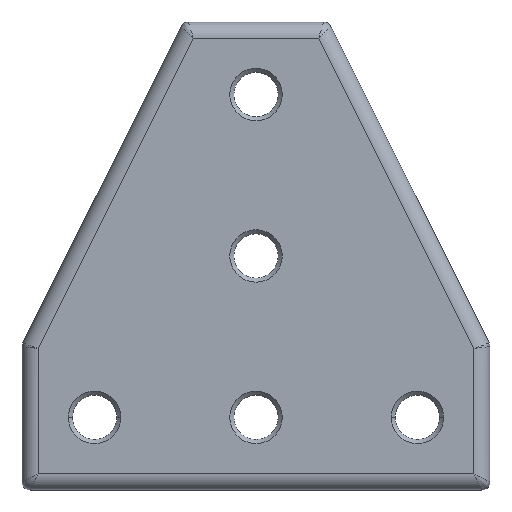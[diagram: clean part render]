
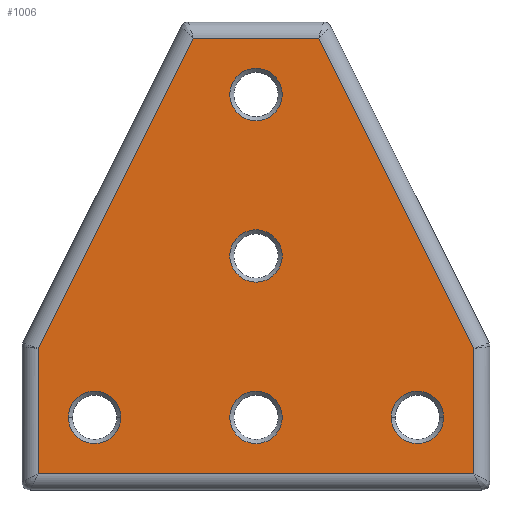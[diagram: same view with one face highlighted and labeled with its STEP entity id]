
A CAD part, top view. The second image highlights one B-rep face of the part: STEP entity #1006.
In plain terms, the highlighted planar face has unit normal (0, 0, 1).
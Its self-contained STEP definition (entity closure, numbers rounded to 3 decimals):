
#1 = VERTEX_POINT ( 'NONE', #179 ) ;
#6 = EDGE_CURVE ( 'NONE', #1466, #856, #440, .T. ) ;
#48 = EDGE_CURVE ( 'NONE', #1742, #283, #1436, .T. ) ;
#50 = CARTESIAN_POINT ( 'NONE',  ( 0., -20., 4. ) ) ;
#58 = CIRCLE ( 'NONE', #1009, 3.25 ) ;
#60 = ORIENTED_EDGE ( 'NONE', *, *, #110, .T. ) ;
#98 = CARTESIAN_POINT ( 'NONE',  ( -20., -20., 4. ) ) ;
#110 = EDGE_CURVE ( 'NONE', #516, #1449, #1201, .T. ) ;
#111 = CARTESIAN_POINT ( 'NONE',  ( 7.764, 27., 4. ) ) ;
#134 = EDGE_CURVE ( 'NONE', #665, #1106, #58, .T. ) ;
#142 = VERTEX_POINT ( 'NONE', #226 ) ;
#144 = EDGE_CURVE ( 'NONE', #1106, #665, #1692, .T. ) ;
#175 = DIRECTION ( 'NONE',  ( 0., 0., 1. ) ) ;
#179 = CARTESIAN_POINT ( 'NONE',  ( 27., -27., 4. ) ) ;
#206 = LINE ( 'NONE', #911, #446 ) ;
#208 = AXIS2_PLACEMENT_3D ( 'NONE', #405, #801, #1348 ) ;
#212 = EDGE_LOOP ( 'NONE', ( #1378, #60, #1184, #1732, #802, #1030 ) ) ;
#226 = CARTESIAN_POINT ( 'NONE',  ( 27., -11.46, 4. ) ) ;
#238 = AXIS2_PLACEMENT_3D ( 'NONE', #966, #1127, #836 ) ;
#258 = ORIENTED_EDGE ( 'NONE', *, *, #450, .F. ) ;
#262 = FACE_BOUND ( 'NONE', #390, .T. ) ;
#269 = CIRCLE ( 'NONE', #841, 3.25 ) ;
#283 = VERTEX_POINT ( 'NONE', #1734 ) ;
#295 = CIRCLE ( 'NONE', #750, 3.25 ) ;
#325 = CARTESIAN_POINT ( 'NONE',  ( 23.25, -20., 4. ) ) ;
#331 = CARTESIAN_POINT ( 'NONE',  ( 3.25, -20., 4. ) ) ;
#342 = CARTESIAN_POINT ( 'NONE',  ( -3.25, 20., 4. ) ) ;
#347 = EDGE_CURVE ( 'NONE', #142, #579, #525, .T. ) ;
#356 = AXIS2_PLACEMENT_3D ( 'NONE', #98, #1336, #1762 ) ;
#363 = PLANE ( 'NONE',  #1525 ) ;
#372 = FACE_BOUND ( 'NONE', #803, .T. ) ;
#384 = CARTESIAN_POINT ( 'NONE',  ( -27.106, -11.671, 4. ) ) ;
#390 = EDGE_LOOP ( 'NONE', ( #617, #1240 ) ) ;
#405 = CARTESIAN_POINT ( 'NONE',  ( 20., -20., 4. ) ) ;
#409 = DIRECTION ( 'NONE',  ( 0., -1., 0. ) ) ;
#420 = CARTESIAN_POINT ( 'NONE',  ( -27., -27., 4. ) ) ;
#436 = ORIENTED_EDGE ( 'NONE', *, *, #144, .F. ) ;
#437 = DIRECTION ( 'NONE',  ( 0., 0., 1. ) ) ;
#440 = CIRCLE ( 'NONE', #746, 3.25 ) ;
#446 = VECTOR ( 'NONE', #1154, 1000. ) ;
#450 = EDGE_CURVE ( 'NONE', #967, #832, #269, .T. ) ;
#457 = VERTEX_POINT ( 'NONE', #325 ) ;
#466 = DIRECTION ( 'NONE',  ( 1., 0., 0. ) ) ;
#467 = VECTOR ( 'NONE', #644, 1000. ) ;
#471 = DIRECTION ( 'NONE',  ( 0., 0., 1. ) ) ;
#476 = ORIENTED_EDGE ( 'NONE', *, *, #593, .F. ) ;
#479 = CARTESIAN_POINT ( 'NONE',  ( 3.25, 20., 4. ) ) ;
#481 = CARTESIAN_POINT ( 'NONE',  ( 0., 0., 4. ) ) ;
#489 = DIRECTION ( 'NONE',  ( 0., -1., 0. ) ) ;
#507 = LINE ( 'NONE', #1593, #1099 ) ;
#516 = VERTEX_POINT ( 'NONE', #1721 ) ;
#525 = LINE ( 'NONE', #917, #866 ) ;
#532 = CIRCLE ( 'NONE', #208, 3.25 ) ;
#549 = EDGE_LOOP ( 'NONE', ( #718, #436 ) ) ;
#561 = EDGE_CURVE ( 'NONE', #1077, #1, #1084, .T. ) ;
#577 = DIRECTION ( 'NONE',  ( 0., 0., 1. ) ) ;
#578 = DIRECTION ( 'NONE',  ( 0., 0., 1. ) ) ;
#579 = VERTEX_POINT ( 'NONE', #111 ) ;
#593 = EDGE_CURVE ( 'NONE', #457, #1395, #532, .T. ) ;
#617 = ORIENTED_EDGE ( 'NONE', *, *, #728, .F. ) ;
#644 = DIRECTION ( 'NONE',  ( 1., 0., 0. ) ) ;
#649 = DIRECTION ( 'NONE',  ( -0.447, 0.894, 0. ) ) ;
#665 = VERTEX_POINT ( 'NONE', #1678 ) ;
#686 = LINE ( 'NONE', #930, #1076 ) ;
#691 = EDGE_CURVE ( 'NONE', #1395, #457, #1523, .T. ) ;
#718 = ORIENTED_EDGE ( 'NONE', *, *, #134, .F. ) ;
#720 = AXIS2_PLACEMENT_3D ( 'NONE', #50, #578, #1144 ) ;
#728 = EDGE_CURVE ( 'NONE', #856, #1466, #295, .T. ) ;
#746 = AXIS2_PLACEMENT_3D ( 'NONE', #1155, #471, #979 ) ;
#750 = AXIS2_PLACEMENT_3D ( 'NONE', #1645, #577, #1382 ) ;
#778 = CARTESIAN_POINT ( 'NONE',  ( -23.25, -20., 4. ) ) ;
#781 = DIRECTION ( 'NONE',  ( 0., -1., 0. ) ) ;
#801 = DIRECTION ( 'NONE',  ( 0., 0., 1. ) ) ;
#802 = ORIENTED_EDGE ( 'NONE', *, *, #1391, .T. ) ;
#803 = EDGE_LOOP ( 'NONE', ( #1439, #258 ) ) ;
#805 = FACE_OUTER_BOUND ( 'NONE', #212, .T. ) ;
#832 = VERTEX_POINT ( 'NONE', #860 ) ;
#836 = DIRECTION ( 'NONE',  ( 1., 0., 0. ) ) ;
#838 = AXIS2_PLACEMENT_3D ( 'NONE', #1566, #1711, #489 ) ;
#841 = AXIS2_PLACEMENT_3D ( 'NONE', #1385, #437, #1248 ) ;
#856 = VERTEX_POINT ( 'NONE', #479 ) ;
#860 = CARTESIAN_POINT ( 'NONE',  ( -16.75, -20., 4. ) ) ;
#866 = VECTOR ( 'NONE', #649, 1000. ) ;
#910 = DIRECTION ( 'NONE',  ( 1., 0., 0. ) ) ;
#911 = CARTESIAN_POINT ( 'NONE',  ( 27., -11.224, 4. ) ) ;
#917 = CARTESIAN_POINT ( 'NONE',  ( 7.488, 27.553, 4. ) ) ;
#930 = CARTESIAN_POINT ( 'NONE',  ( -27., -28., 4. ) ) ;
#941 = ORIENTED_EDGE ( 'NONE', *, *, #48, .F. ) ;
#945 = FACE_BOUND ( 'NONE', #1275, .T. ) ;
#966 = CARTESIAN_POINT ( 'NONE',  ( 20., -20., 4. ) ) ;
#967 = VERTEX_POINT ( 'NONE', #778 ) ;
#979 = DIRECTION ( 'NONE',  ( 1., 0., 0. ) ) ;
#1004 = EDGE_CURVE ( 'NONE', #832, #967, #1672, .T. ) ;
#1006 = ADVANCED_FACE ( 'NONE', ( #945, #372, #262, #1189, #1736, #805 ), #363, .T. ) ;
#1009 = AXIS2_PLACEMENT_3D ( 'NONE', #481, #1056, #781 ) ;
#1030 = ORIENTED_EDGE ( 'NONE', *, *, #347, .T. ) ;
#1056 = DIRECTION ( 'NONE',  ( 0., 0., 1. ) ) ;
#1076 = VECTOR ( 'NONE', #409, 1000. ) ;
#1077 = VERTEX_POINT ( 'NONE', #420 ) ;
#1084 = LINE ( 'NONE', #1499, #467 ) ;
#1099 = VECTOR ( 'NONE', #1452, 1000. ) ;
#1106 = VERTEX_POINT ( 'NONE', #1389 ) ;
#1127 = DIRECTION ( 'NONE',  ( 0., 0., 1. ) ) ;
#1130 = EDGE_LOOP ( 'NONE', ( #941, #1636 ) ) ;
#1143 = CARTESIAN_POINT ( 'NONE',  ( -27., -11.46, 4. ) ) ;
#1144 = DIRECTION ( 'NONE',  ( 1., 0., 0. ) ) ;
#1154 = DIRECTION ( 'NONE',  ( 0., 1., 0. ) ) ;
#1155 = CARTESIAN_POINT ( 'NONE',  ( 0., 20., 4. ) ) ;
#1160 = CARTESIAN_POINT ( 'NONE',  ( 0., -20., 4. ) ) ;
#1184 = ORIENTED_EDGE ( 'NONE', *, *, #1516, .T. ) ;
#1188 = EDGE_CURVE ( 'NONE', #283, #1742, #1239, .T. ) ;
#1189 = FACE_BOUND ( 'NONE', #1130, .T. ) ;
#1201 = LINE ( 'NONE', #384, #1519 ) ;
#1239 = CIRCLE ( 'NONE', #1472, 3.25 ) ;
#1240 = ORIENTED_EDGE ( 'NONE', *, *, #6, .F. ) ;
#1248 = DIRECTION ( 'NONE',  ( 1., 0., 0. ) ) ;
#1275 = EDGE_LOOP ( 'NONE', ( #476, #1310 ) ) ;
#1310 = ORIENTED_EDGE ( 'NONE', *, *, #691, .F. ) ;
#1320 = EDGE_CURVE ( 'NONE', #579, #516, #507, .T. ) ;
#1336 = DIRECTION ( 'NONE',  ( 0., 0., 1. ) ) ;
#1348 = DIRECTION ( 'NONE',  ( 1., 0., 0. ) ) ;
#1378 = ORIENTED_EDGE ( 'NONE', *, *, #1320, .T. ) ;
#1382 = DIRECTION ( 'NONE',  ( 1., 0., 0. ) ) ;
#1385 = CARTESIAN_POINT ( 'NONE',  ( -20., -20., 4. ) ) ;
#1389 = CARTESIAN_POINT ( 'NONE',  ( 0., 3.25, 4. ) ) ;
#1391 = EDGE_CURVE ( 'NONE', #1, #142, #206, .T. ) ;
#1395 = VERTEX_POINT ( 'NONE', #1702 ) ;
#1436 = CIRCLE ( 'NONE', #720, 3.25 ) ;
#1439 = ORIENTED_EDGE ( 'NONE', *, *, #1004, .F. ) ;
#1449 = VERTEX_POINT ( 'NONE', #1143 ) ;
#1452 = DIRECTION ( 'NONE',  ( -1., 0., 0. ) ) ;
#1466 = VERTEX_POINT ( 'NONE', #342 ) ;
#1472 = AXIS2_PLACEMENT_3D ( 'NONE', #1160, #175, #466 ) ;
#1473 = DIRECTION ( 'NONE',  ( 0., 0., 1. ) ) ;
#1499 = CARTESIAN_POINT ( 'NONE',  ( 28., -27., 4. ) ) ;
#1516 = EDGE_CURVE ( 'NONE', #1449, #1077, #686, .T. ) ;
#1519 = VECTOR ( 'NONE', #1574, 1000. ) ;
#1523 = CIRCLE ( 'NONE', #238, 3.25 ) ;
#1525 = AXIS2_PLACEMENT_3D ( 'NONE', #1604, #1473, #910 ) ;
#1566 = CARTESIAN_POINT ( 'NONE',  ( 0., 0., 4. ) ) ;
#1574 = DIRECTION ( 'NONE',  ( -0.447, -0.894, 0. ) ) ;
#1593 = CARTESIAN_POINT ( 'NONE',  ( -8.382, 27., 4. ) ) ;
#1604 = CARTESIAN_POINT ( 'NONE',  ( -28., -11.224, 4. ) ) ;
#1636 = ORIENTED_EDGE ( 'NONE', *, *, #1188, .F. ) ;
#1645 = CARTESIAN_POINT ( 'NONE',  ( 0., 20., 4. ) ) ;
#1672 = CIRCLE ( 'NONE', #356, 3.25 ) ;
#1678 = CARTESIAN_POINT ( 'NONE',  ( 0., -3.25, 4. ) ) ;
#1692 = CIRCLE ( 'NONE', #838, 3.25 ) ;
#1702 = CARTESIAN_POINT ( 'NONE',  ( 16.75, -20., 4. ) ) ;
#1711 = DIRECTION ( 'NONE',  ( 0., 0., 1. ) ) ;
#1721 = CARTESIAN_POINT ( 'NONE',  ( -7.764, 27., 4. ) ) ;
#1732 = ORIENTED_EDGE ( 'NONE', *, *, #561, .T. ) ;
#1734 = CARTESIAN_POINT ( 'NONE',  ( -3.25, -20., 4. ) ) ;
#1736 = FACE_BOUND ( 'NONE', #549, .T. ) ;
#1742 = VERTEX_POINT ( 'NONE', #331 ) ;
#1762 = DIRECTION ( 'NONE',  ( 1., 0., 0. ) ) ;
